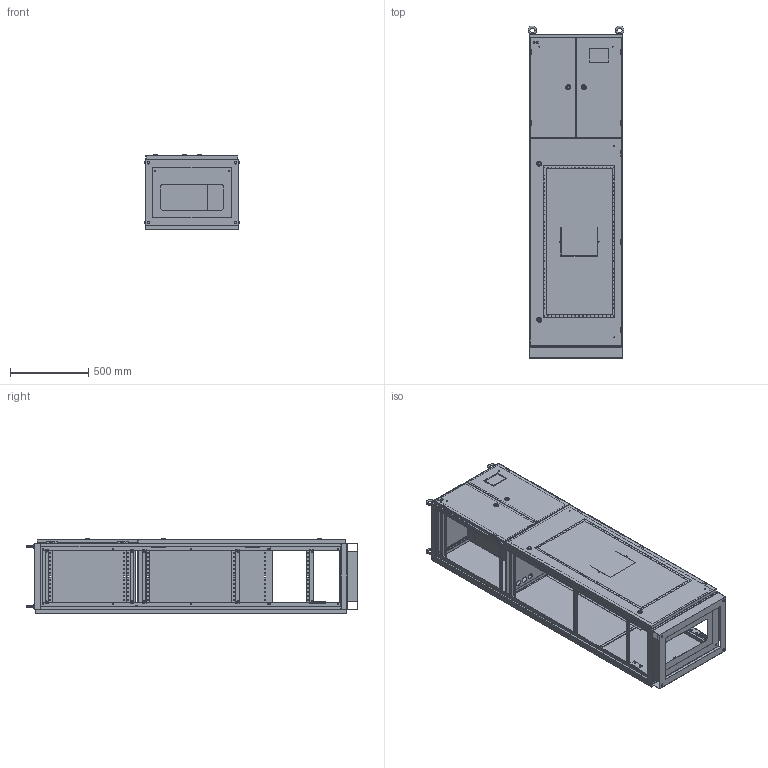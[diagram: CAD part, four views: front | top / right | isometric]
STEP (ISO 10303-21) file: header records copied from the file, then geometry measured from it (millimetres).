
FILE_DESCRIPTION (( 'STEP AP214' ), '1' );
FILE_NAME ('YKM3-C3-2064-31 Øêàô íàïîëüíûé öåëüíîñâàðíîé ÂÐÓ-3 20.60.45 IP31 TITAN.STEP', '2016-09-22T07:37:56', ( 'user' ), ( '' ), 'SwSTEP 2.0', 'SolidWorks 2014', '' );
FILE_SCHEMA (( 'AUTOMOTIVE_DESIGN' ));
Length unit declared in the file: millimetre
Products named in the file (8): Öîêîëü äëÿ ÂÐÓ 600õ450; Ñòåíêà çàäíÿÿ äëÿ ÂÐÓ-õ 2000õ600 IP31; ﾄ粢 粹澵; Äâåðü äëÿ ÂÐÓ-2 2000õ600 IP31; Äâåðü ÂÐÓ-3 ëåâàÿ IP31; Äâåðü ÂÐÓ-3 ïðàâàÿ IP31; Îáîëî÷êà ÂÐÓ-3 2000õ600õ450 IP31; YKM3-C3-2064-31 Øêàô íàïîëüíûé öåëüíîñâàðíîé ÂÐÓ-3 20.60.45 IP31 TITAN
Assembly tree (7 placements, depth 2):
  YKM3-C3-2064-31 Øêàô íàïîëüíûé öåëüíîñâàðíîé ÂÐÓ-3 20.60.45 IP31 TITAN
    Îáîëî÷êà ÂÐÓ-3 2000õ600õ450 IP31
    Äâåðü ÂÐÓ-3 ïðàâàÿ IP31
    Äâåðü ÂÐÓ-3 ëåâàÿ IP31
    Äâåðü äëÿ ÂÐÓ-2 2000õ600 IP31
    ﾄ粢 粹澵
    Ñòåíêà çàäíÿÿ äëÿ ÂÐÓ-õ 2000õ600 IP31
    Öîêîëü äëÿ ÂÐÓ 600õ450
Bounding box: 614 x 2126 x 477.5 mm (x, y, z)
Volume: 9496759.9 mm3; surface area: 12385520.4 mm2
Topology: 38 solids, 40 shells, 3679 faces, 9822 edges, 6393 vertices
Faces by surface type: plane 2596, cylinder 843, cone 172, bspline 32, torus 24, sphere 12
Entity records: 117773 total; most frequent: CARTESIAN_POINT 22380, ORIENTED_EDGE 19644, DIRECTION 18634, EDGE_CURVE 9822, LINE 7436, VECTOR 7436, VERTEX_POINT 6393, AXIS2_PLACEMENT_3D 5599
